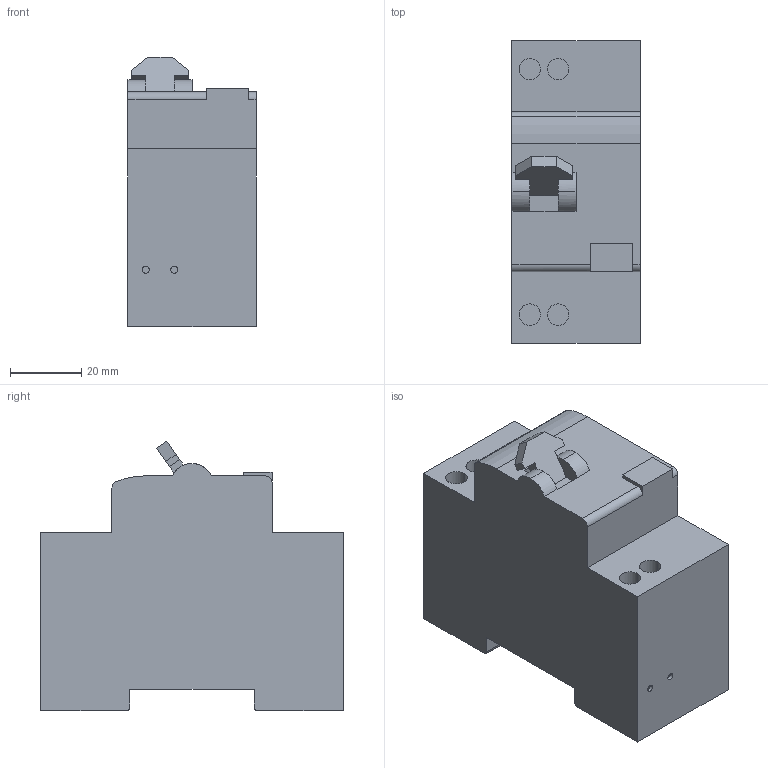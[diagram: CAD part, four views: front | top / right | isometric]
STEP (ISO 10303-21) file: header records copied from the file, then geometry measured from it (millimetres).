
FILE_DESCRIPTION(/* description */ (''),/* implementation_level */ '2;1');
FILE_NAME(/* name */ 'disjoncteur_legrand_007850',/* time_stamp */ '2023-04-18T15:25:41+02:00',/* author */ (''),/* organization */ (''),/* preprocessor_version */ 'ST-DEVELOPER v16.5',/* originating_system */ '',/* authorisation */ '');
FILE_SCHEMA (('CONFIG_CONTROL_DESIGN'));
Length unit declared in the file: millimetre
Products named in the file (1): Document
Bounding box: 36 x 85 x 75.75 mm (x, y, z)
Volume: 171143.1 mm3; surface area: 21671.2 mm2
Topology: 1 solids, 1 shells, 72 faces, 182 edges, 120 vertices
Faces by surface type: bspline 72
Entity records: 4486 total; most frequent: CARTESIAN_POINT 2106, B_SPLINE_CURVE_WITH_KNOTS 434, ORIENTED_EDGE 364, PCURVE 364, DEFINITIONAL_REPRESENTATION 364, SURFACE_CURVE 182, EDGE_CURVE 182, VERTEX_POINT 120
